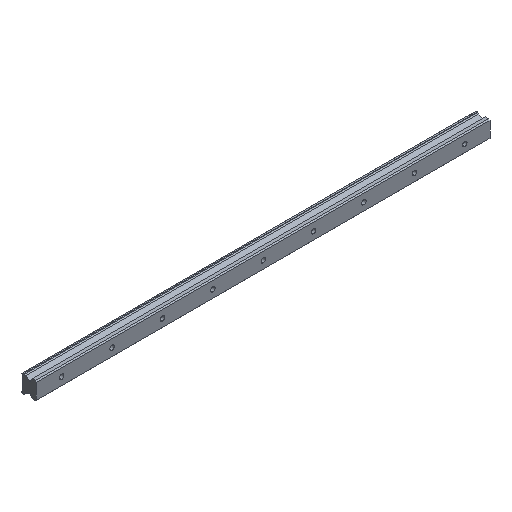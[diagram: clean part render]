
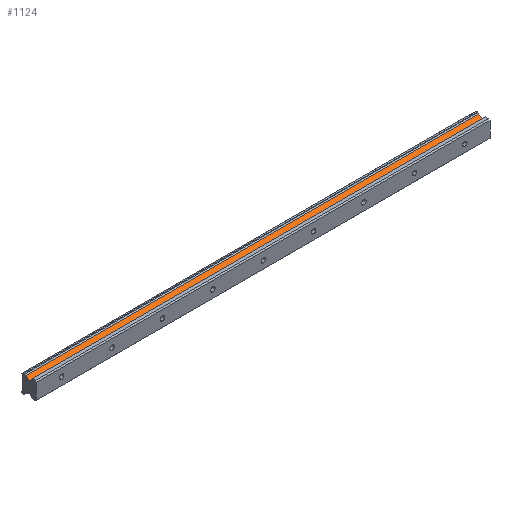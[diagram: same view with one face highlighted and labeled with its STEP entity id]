
A CAD part, isometric view. The second image highlights one B-rep face of the part: STEP entity #1124.
In plain terms, the highlighted planar face has unit normal (0, -0.495, 0.869).
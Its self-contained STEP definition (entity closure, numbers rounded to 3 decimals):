
#64 = VERTEX_POINT ( 'NONE', #1658 ) ;
#79 = VECTOR ( 'NONE', #1550, 1000. ) ;
#94 = AXIS2_PLACEMENT_3D ( 'NONE', #518, #292, #2310 ) ;
#108 = LINE ( 'NONE', #827, #79 ) ;
#152 = LINE ( 'NONE', #1326, #384 ) ;
#236 = VECTOR ( 'NONE', #703, 1000. ) ;
#264 = LINE ( 'NONE', #1533, #644 ) ;
#292 = DIRECTION ( 'NONE',  ( 0., 0.495, -0.869 ) ) ;
#306 = PLANE ( 'NONE',  #94 ) ;
#336 = CARTESIAN_POINT ( 'NONE',  ( 680., 17.63, 12.425 ) ) ;
#372 = LINE ( 'NONE', #336, #236 ) ;
#383 = ORIENTED_EDGE ( 'NONE', *, *, #2253, .F. ) ;
#384 = VECTOR ( 'NONE', #2153, 1000. ) ;
#427 = VERTEX_POINT ( 'NONE', #1869 ) ;
#518 = CARTESIAN_POINT ( 'NONE',  ( 680., 17.63, 12.425 ) ) ;
#521 = ORIENTED_EDGE ( 'NONE', *, *, #2051, .F. ) ;
#596 = EDGE_CURVE ( 'NONE', #1579, #64, #372, .T. ) ;
#644 = VECTOR ( 'NONE', #2055, 1000. ) ;
#693 = CARTESIAN_POINT ( 'NONE',  ( -40., 11.018, 8.66 ) ) ;
#703 = DIRECTION ( 'NONE',  ( 0., -0.869, -0.495 ) ) ;
#708 = ORIENTED_EDGE ( 'NONE', *, *, #1751, .T. ) ;
#826 = EDGE_LOOP ( 'NONE', ( #521, #1651, #383, #708 ) ) ;
#827 = CARTESIAN_POINT ( 'NONE',  ( -40., 17.63, 12.425 ) ) ;
#1124 = ADVANCED_FACE ( 'NONE', ( #1214 ), #306, .F. ) ;
#1214 = FACE_OUTER_BOUND ( 'NONE', #826, .T. ) ;
#1326 = CARTESIAN_POINT ( 'NONE',  ( 680., 17.63, 12.425 ) ) ;
#1533 = CARTESIAN_POINT ( 'NONE',  ( 680., 11.018, 8.66 ) ) ;
#1550 = DIRECTION ( 'NONE',  ( 0., -0.869, -0.495 ) ) ;
#1579 = VERTEX_POINT ( 'NONE', #1852 ) ;
#1651 = ORIENTED_EDGE ( 'NONE', *, *, #596, .F. ) ;
#1658 = CARTESIAN_POINT ( 'NONE',  ( 680., 11.018, 8.66 ) ) ;
#1751 = EDGE_CURVE ( 'NONE', #427, #2211, #108, .T. ) ;
#1852 = CARTESIAN_POINT ( 'NONE',  ( 680., 17.63, 12.425 ) ) ;
#1869 = CARTESIAN_POINT ( 'NONE',  ( -40., 17.63, 12.425 ) ) ;
#2051 = EDGE_CURVE ( 'NONE', #64, #2211, #264, .T. ) ;
#2055 = DIRECTION ( 'NONE',  ( -1., 0., 0. ) ) ;
#2153 = DIRECTION ( 'NONE',  ( 1., 0., 0. ) ) ;
#2211 = VERTEX_POINT ( 'NONE', #693 ) ;
#2253 = EDGE_CURVE ( 'NONE', #427, #1579, #152, .T. ) ;
#2310 = DIRECTION ( 'NONE',  ( 0., 0.869, 0.495 ) ) ;
